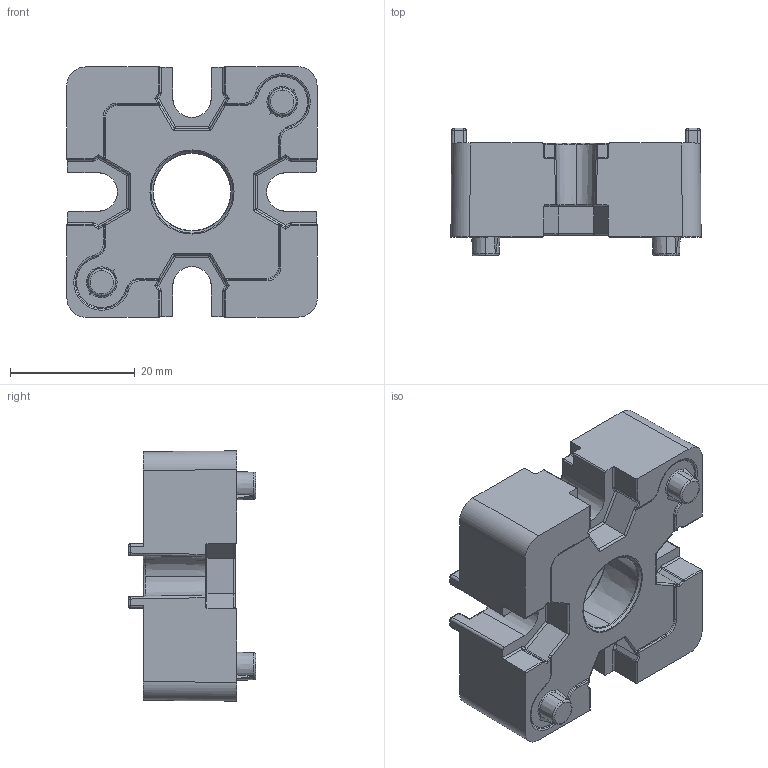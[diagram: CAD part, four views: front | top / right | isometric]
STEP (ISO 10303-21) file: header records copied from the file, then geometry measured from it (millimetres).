
FILE_DESCRIPTION (( 'STEP AP214' ), '1' );
FILE_NAME ('099EA40401012R.STEP', '2016-02-10T14:46:01', ( '' ), ( '' ), 'SwSTEP 2.0', 'SolidWorks 2016', '' );
FILE_SCHEMA (( 'AUTOMOTIVE_DESIGN' ));
Length unit declared in the file: millimetre
Products named in the file (1): 099EA40401012R
Bounding box: 40.05 x 20.4 x 40.05 mm (x, y, z)
Volume: 14896.3 mm3; surface area: 7443.4 mm2
Topology: 1 solids, 1 shells, 664 faces, 1600 edges, 905 vertices
Faces by surface type: cylinder 216, bspline 140, plane 129, torus 105, cone 54, sphere 20
Entity records: 21896 total; most frequent: CARTESIAN_POINT 7926, ORIENTED_EDGE 3120, DIRECTION 2788, EDGE_CURVE 1560, AXIS2_PLACEMENT_3D 1099, VERTEX_POINT 905, EDGE_LOOP 673, FACE_OUTER_BOUND 664
